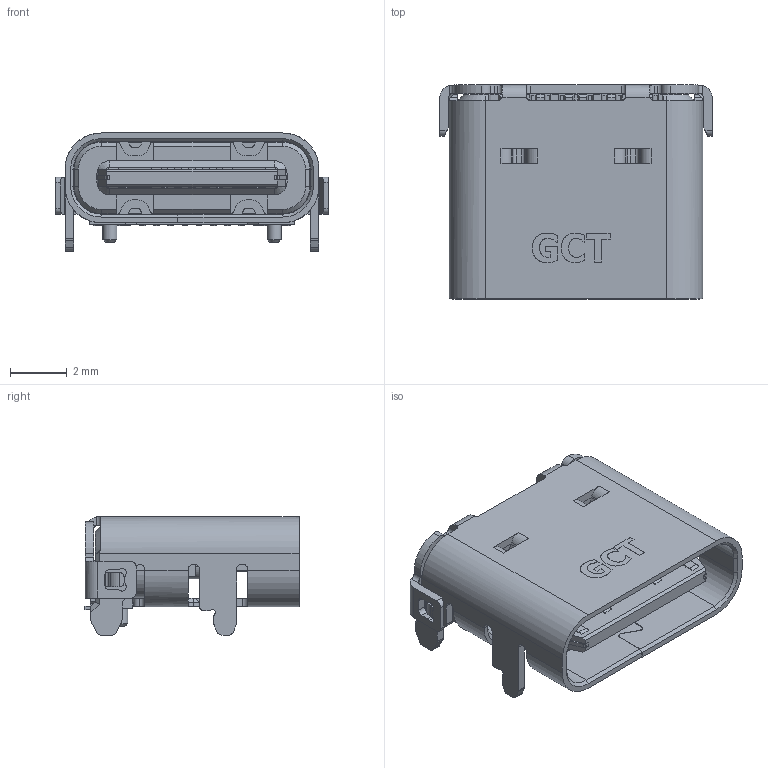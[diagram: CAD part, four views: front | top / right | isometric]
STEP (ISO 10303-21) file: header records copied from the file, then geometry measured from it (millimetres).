
FILE_DESCRIPTION(/* description */ (''),/* implementation_level */ '2;1');
FILE_NAME(/* name */ 'USB4105-GF-A.stp',/* time_stamp */ '2020-01-14T21:26:32+02:00',/* author */ ('khaled'),/* organization */ (''),/* preprocessor_version */ 'ST-DEVELOPER v17.2',/* originating_system */ 'Autodesk Inventor 2019',/* authorisation */ '');
FILE_SCHEMA (('AUTOMOTIVE_DESIGN { 1 0 10303 214 3 1 1 }'));
Products named in the file (9): USB4105-GF-A; 1; 2; 3; 4; 5; USB4105-15-A_PART2; 1_MIR; GCT
Assembly tree (8 placements, depth 2):
  USB4105-GF-A
    1
    2
    3
    4
    5
    USB4105-15-A_PART2
    1_MIR
    GCT
Bounding box: 9.58 x 7.53 x 4.16 mm (x, y, z)
Volume: 132.6 mm3; surface area: 749.9 mm2
Topology: 17 solids, 29 shells, 2198 faces, 6239 edges, 4085 vertices
Faces by surface type: plane 1571, cylinder 565, bspline 30, cone 30, sphere 2
Full cylindrical faces by diameter (mm): 0.5 x2
Entity records: 73467 total; most frequent: CARTESIAN_POINT 13643, ORIENTED_EDGE 12478, DIRECTION 11638, EDGE_CURVE 6239, LINE 4882, VECTOR 4882, VERTEX_POINT 4085, AXIS2_PLACEMENT_3D 3378
